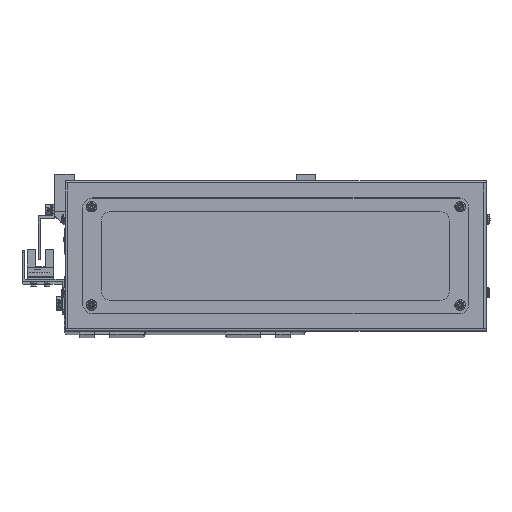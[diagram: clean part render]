
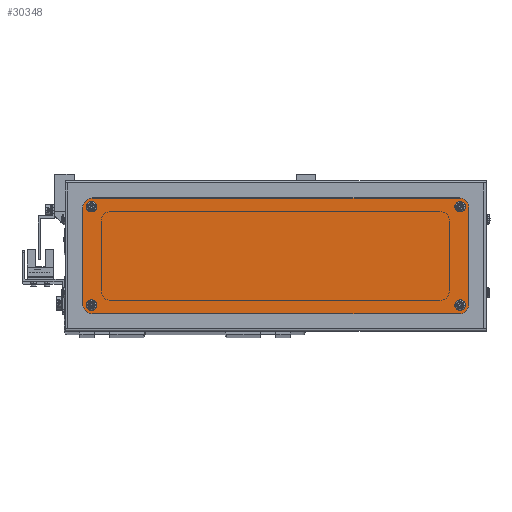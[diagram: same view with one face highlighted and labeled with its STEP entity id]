
A CAD part, top view. The second image highlights one B-rep face of the part: STEP entity #30348.
In plain terms, the highlighted planar face has unit normal (0, 0, 1).
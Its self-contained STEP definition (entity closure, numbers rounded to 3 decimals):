
#1208 = EDGE_LOOP ( 'NONE', ( #18010, #58929 ) ) ;
#1357 = DIRECTION ( 'NONE',  ( 1., 0., 0. ) ) ;
#1669 = EDGE_CURVE ( 'NONE', #69032, #3524, #40685, .T. ) ;
#2178 = DIRECTION ( 'NONE',  ( 1., 0., 0. ) ) ;
#3524 = VERTEX_POINT ( 'NONE', #72866 ) ;
#4070 = CIRCLE ( 'NONE', #53439, 1.7 ) ;
#4220 = CARTESIAN_POINT ( 'NONE',  ( 95.5, 25.5, 2. ) ) ;
#4553 = DIRECTION ( 'NONE',  ( 1., 0., 0. ) ) ;
#4652 = ORIENTED_EDGE ( 'NONE', *, *, #15344, .T. ) ;
#4789 = VECTOR ( 'NONE', #39842, 1000. ) ;
#5751 = VERTEX_POINT ( 'NONE', #60283 ) ;
#5873 = DIRECTION ( 'NONE',  ( 0., 0., 1. ) ) ;
#6262 = CARTESIAN_POINT ( 'NONE',  ( 97.2, 25.5, 2. ) ) ;
#6319 = CARTESIAN_POINT ( 'NONE',  ( -95.5, 25.5, 2. ) ) ;
#6588 = AXIS2_PLACEMENT_3D ( 'NONE', #80377, #42559, #4553 ) ;
#7452 = EDGE_CURVE ( 'NONE', #34310, #17387, #77476, .T. ) ;
#7468 = CARTESIAN_POINT ( 'NONE',  ( 95.5, -25.5, 2. ) ) ;
#8781 = EDGE_CURVE ( 'NONE', #3524, #69032, #74323, .T. ) ;
#9066 = FACE_BOUND ( 'NONE', #1208, .T. ) ;
#9076 = DIRECTION ( 'NONE',  ( 1., 0., 0. ) ) ;
#10293 = AXIS2_PLACEMENT_3D ( 'NONE', #7468, #51753, #13867 ) ;
#10401 = AXIS2_PLACEMENT_3D ( 'NONE', #15535, #21931, #66190 ) ;
#10631 = DIRECTION ( 'NONE',  ( 1., 0., 0. ) ) ;
#11015 = DIRECTION ( 'NONE',  ( 0., 0., 1. ) ) ;
#11259 = AXIS2_PLACEMENT_3D ( 'NONE', #4220, #48540, #10631 ) ;
#12095 = CARTESIAN_POINT ( 'NONE',  ( 100., 25., 2. ) ) ;
#12735 = DIRECTION ( 'NONE',  ( 1., 0., 0. ) ) ;
#12760 = ORIENTED_EDGE ( 'NONE', *, *, #1669, .F. ) ;
#13867 = DIRECTION ( 'NONE',  ( 1., 0., 0. ) ) ;
#15344 = EDGE_CURVE ( 'NONE', #67450, #17827, #19662, .T. ) ;
#15535 = CARTESIAN_POINT ( 'NONE',  ( -95., -25., 2. ) ) ;
#15948 = ORIENTED_EDGE ( 'NONE', *, *, #34768, .T. ) ;
#16346 = ORIENTED_EDGE ( 'NONE', *, *, #21580, .T. ) ;
#16555 = DIRECTION ( 'NONE',  ( -1., 0., 0. ) ) ;
#16570 = DIRECTION ( 'NONE',  ( 0., 0., 1. ) ) ;
#16738 = CARTESIAN_POINT ( 'NONE',  ( -100., 25., 2. ) ) ;
#17057 = CARTESIAN_POINT ( 'NONE',  ( 95., 30., 2. ) ) ;
#17387 = VERTEX_POINT ( 'NONE', #29457 ) ;
#17827 = VERTEX_POINT ( 'NONE', #78357 ) ;
#17932 = AXIS2_PLACEMENT_3D ( 'NONE', #6319, #50619, #12735 ) ;
#18010 = ORIENTED_EDGE ( 'NONE', *, *, #55013, .F. ) ;
#19251 = VERTEX_POINT ( 'NONE', #29952 ) ;
#19662 = LINE ( 'NONE', #33477, #4789 ) ;
#19831 = ORIENTED_EDGE ( 'NONE', *, *, #24958, .T. ) ;
#20400 = CARTESIAN_POINT ( 'NONE',  ( 95., -30., 2. ) ) ;
#21580 = EDGE_CURVE ( 'NONE', #17827, #34310, #45957, .T. ) ;
#21931 = DIRECTION ( 'NONE',  ( 0., 0., 1. ) ) ;
#22086 = VERTEX_POINT ( 'NONE', #54324 ) ;
#23146 = EDGE_CURVE ( 'NONE', #81185, #22086, #4070, .T. ) ;
#23200 = CIRCLE ( 'NONE', #17932, 1.7 ) ;
#23713 = CARTESIAN_POINT ( 'NONE',  ( 95., -25., 2. ) ) ;
#24599 = CARTESIAN_POINT ( 'NONE',  ( -95., 30., 2. ) ) ;
#24958 = EDGE_CURVE ( 'NONE', #34736, #72374, #35457, .T. ) ;
#25211 = CIRCLE ( 'NONE', #78492, 5. ) ;
#25622 = CIRCLE ( 'NONE', #80128, 1.7 ) ;
#25892 = FACE_BOUND ( 'NONE', #38348, .T. ) ;
#26133 = ORIENTED_EDGE ( 'NONE', *, *, #7452, .T. ) ;
#26967 = VECTOR ( 'NONE', #9076, 1000. ) ;
#29110 = LINE ( 'NONE', #12095, #60814 ) ;
#29457 = CARTESIAN_POINT ( 'NONE',  ( 95., -30., 2. ) ) ;
#29952 = CARTESIAN_POINT ( 'NONE',  ( -93.8, 25.5, 2. ) ) ;
#30021 = DIRECTION ( 'NONE',  ( 1., 0., 0. ) ) ;
#30348 = ADVANCED_FACE ( 'NONE', ( #78380, #42783, #76391, #25892, #9066 ), #53446, .T. ) ;
#32262 = ORIENTED_EDGE ( 'NONE', *, *, #68625, .F. ) ;
#33477 = CARTESIAN_POINT ( 'NONE',  ( -100., -25., 2. ) ) ;
#33480 = VECTOR ( 'NONE', #16555, 1000. ) ;
#34310 = VERTEX_POINT ( 'NONE', #38451 ) ;
#34736 = VERTEX_POINT ( 'NONE', #17057 ) ;
#34768 = EDGE_CURVE ( 'NONE', #17387, #5751, #25211, .T. ) ;
#35457 = LINE ( 'NONE', #73281, #33480 ) ;
#35517 = AXIS2_PLACEMENT_3D ( 'NONE', #48909, #11015, #55301 ) ;
#35549 = CARTESIAN_POINT ( 'NONE',  ( -95., 25., 2. ) ) ;
#35710 = DIRECTION ( 'NONE',  ( 0., 0., 1. ) ) ;
#35979 = ORIENTED_EDGE ( 'NONE', *, *, #67594, .T. ) ;
#36290 = EDGE_LOOP ( 'NONE', ( #62999, #12760 ) ) ;
#36543 = VERTEX_POINT ( 'NONE', #56250 ) ;
#36721 = EDGE_CURVE ( 'NONE', #22086, #81185, #52741, .T. ) ;
#38348 = EDGE_LOOP ( 'NONE', ( #32262, #50207 ) ) ;
#38451 = CARTESIAN_POINT ( 'NONE',  ( -95., -30., 2. ) ) ;
#39338 = DIRECTION ( 'NONE',  ( 0., 0., 1. ) ) ;
#39842 = DIRECTION ( 'NONE',  ( 0., -1., 0. ) ) ;
#40153 = DIRECTION ( 'NONE',  ( 0., 0., 1. ) ) ;
#40685 = CIRCLE ( 'NONE', #11259, 1.7 ) ;
#41929 = DIRECTION ( 'NONE',  ( 1., 0., 0. ) ) ;
#42559 = DIRECTION ( 'NONE',  ( 0., 0., 1. ) ) ;
#42783 = FACE_BOUND ( 'NONE', #36290, .T. ) ;
#43625 = VERTEX_POINT ( 'NONE', #57833 ) ;
#43848 = CARTESIAN_POINT ( 'NONE',  ( 95., 25., 2. ) ) ;
#45957 = CIRCLE ( 'NONE', #6588, 5. ) ;
#48540 = DIRECTION ( 'NONE',  ( 0., 0., 1. ) ) ;
#48679 = CIRCLE ( 'NONE', #66799, 5. ) ;
#48909 = CARTESIAN_POINT ( 'NONE',  ( -95.5, -25.5, 2. ) ) ;
#50165 = DIRECTION ( 'NONE',  ( 1., 0., 0. ) ) ;
#50207 = ORIENTED_EDGE ( 'NONE', *, *, #76094, .F. ) ;
#50619 = DIRECTION ( 'NONE',  ( 0., 0., 1. ) ) ;
#51753 = DIRECTION ( 'NONE',  ( 0., 0., 1. ) ) ;
#52741 = CIRCLE ( 'NONE', #10293, 1.7 ) ;
#53439 = AXIS2_PLACEMENT_3D ( 'NONE', #54479, #16570, #60848 ) ;
#53446 = PLANE ( 'NONE',  #10401 ) ;
#54324 = CARTESIAN_POINT ( 'NONE',  ( 93.8, -25.5, 2. ) ) ;
#54479 = CARTESIAN_POINT ( 'NONE',  ( 95.5, -25.5, 2. ) ) ;
#55013 = EDGE_CURVE ( 'NONE', #67175, #36543, #69591, .T. ) ;
#55301 = DIRECTION ( 'NONE',  ( 1., 0., 0. ) ) ;
#55469 = CARTESIAN_POINT ( 'NONE',  ( -97.2, 25.5, 2. ) ) ;
#56250 = CARTESIAN_POINT ( 'NONE',  ( -93.8, -25.5, 2. ) ) ;
#56361 = DIRECTION ( 'NONE',  ( 0., 1., 0. ) ) ;
#57833 = CARTESIAN_POINT ( 'NONE',  ( 100., 25., 2. ) ) ;
#58929 = ORIENTED_EDGE ( 'NONE', *, *, #78094, .F. ) ;
#60283 = CARTESIAN_POINT ( 'NONE',  ( 100., -25., 2. ) ) ;
#60762 = ORIENTED_EDGE ( 'NONE', *, *, #63388, .T. ) ;
#60814 = VECTOR ( 'NONE', #56361, 1000. ) ;
#60848 = DIRECTION ( 'NONE',  ( 1., 0., 0. ) ) ;
#62999 = ORIENTED_EDGE ( 'NONE', *, *, #8781, .F. ) ;
#63388 = EDGE_CURVE ( 'NONE', #72374, #67450, #48679, .T. ) ;
#64239 = EDGE_LOOP ( 'NONE', ( #16346, #26133, #15948, #71593, #35979, #19831, #60762, #4652 ) ) ;
#64906 = CARTESIAN_POINT ( 'NONE',  ( -97.2, -25.5, 2. ) ) ;
#65225 = AXIS2_PLACEMENT_3D ( 'NONE', #78039, #40153, #2178 ) ;
#66190 = DIRECTION ( 'NONE',  ( 1., 0., 0. ) ) ;
#66799 = AXIS2_PLACEMENT_3D ( 'NONE', #35549, #79790, #41929 ) ;
#67175 = VERTEX_POINT ( 'NONE', #64906 ) ;
#67450 = VERTEX_POINT ( 'NONE', #16738 ) ;
#67594 = EDGE_CURVE ( 'NONE', #43625, #34736, #68946, .T. ) ;
#67973 = DIRECTION ( 'NONE',  ( 0., 0., 1. ) ) ;
#68625 = EDGE_CURVE ( 'NONE', #73748, #19251, #77666, .T. ) ;
#68946 = CIRCLE ( 'NONE', #71513, 5. ) ;
#69032 = VERTEX_POINT ( 'NONE', #6262 ) ;
#69591 = CIRCLE ( 'NONE', #35517, 1.7 ) ;
#70262 = CARTESIAN_POINT ( 'NONE',  ( 97.2, -25.5, 2. ) ) ;
#71513 = AXIS2_PLACEMENT_3D ( 'NONE', #43848, #5873, #50165 ) ;
#71593 = ORIENTED_EDGE ( 'NONE', *, *, #81619, .T. ) ;
#72374 = VERTEX_POINT ( 'NONE', #24599 ) ;
#72866 = CARTESIAN_POINT ( 'NONE',  ( 93.8, 25.5, 2. ) ) ;
#73098 = ORIENTED_EDGE ( 'NONE', *, *, #36721, .F. ) ;
#73281 = CARTESIAN_POINT ( 'NONE',  ( -95., 30., 2. ) ) ;
#73610 = CARTESIAN_POINT ( 'NONE',  ( 95.5, 25.5, 2. ) ) ;
#73748 = VERTEX_POINT ( 'NONE', #55469 ) ;
#74238 = EDGE_LOOP ( 'NONE', ( #73098, #74543 ) ) ;
#74323 = CIRCLE ( 'NONE', #78524, 1.7 ) ;
#74543 = ORIENTED_EDGE ( 'NONE', *, *, #23146, .F. ) ;
#76094 = EDGE_CURVE ( 'NONE', #19251, #73748, #23200, .T. ) ;
#76391 = FACE_OUTER_BOUND ( 'NONE', #64239, .T. ) ;
#77227 = CARTESIAN_POINT ( 'NONE',  ( -95.5, -25.5, 2. ) ) ;
#77476 = LINE ( 'NONE', #20400, #26967 ) ;
#77666 = CIRCLE ( 'NONE', #65225, 1.7 ) ;
#78039 = CARTESIAN_POINT ( 'NONE',  ( -95.5, 25.5, 2. ) ) ;
#78094 = EDGE_CURVE ( 'NONE', #36543, #67175, #25622, .T. ) ;
#78357 = CARTESIAN_POINT ( 'NONE',  ( -100., -25., 2. ) ) ;
#78380 = FACE_BOUND ( 'NONE', #74238, .T. ) ;
#78492 = AXIS2_PLACEMENT_3D ( 'NONE', #23713, #67973, #30021 ) ;
#78524 = AXIS2_PLACEMENT_3D ( 'NONE', #73610, #35710, #79958 ) ;
#79790 = DIRECTION ( 'NONE',  ( 0., 0., 1. ) ) ;
#79958 = DIRECTION ( 'NONE',  ( 1., 0., 0. ) ) ;
#80128 = AXIS2_PLACEMENT_3D ( 'NONE', #77227, #39338, #1357 ) ;
#80377 = CARTESIAN_POINT ( 'NONE',  ( -95., -25., 2. ) ) ;
#81185 = VERTEX_POINT ( 'NONE', #70262 ) ;
#81619 = EDGE_CURVE ( 'NONE', #5751, #43625, #29110, .T. ) ;
